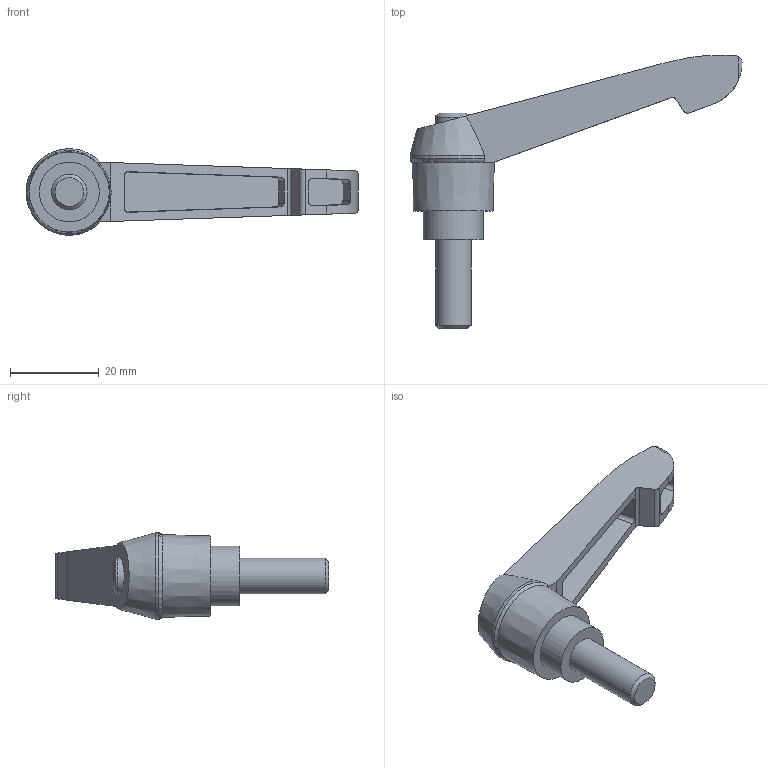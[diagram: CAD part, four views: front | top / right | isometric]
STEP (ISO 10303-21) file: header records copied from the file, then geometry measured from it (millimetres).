
FILE_DESCRIPTION( ( 'STEP AP214' ), '1' );
FILE_NAME( 'K0270.20887X20.stp', '2020-11-27T09:52:30', ( '' ), ( '' ), ' ', 'PARTsolutions', ' ' );
FILE_SCHEMA( ( 'AUTOMOTIVE_DESIGN { 1 0 10303 214 1 1 1 1 }' ) );
Length unit declared in the file: millimetre
Products named in the file (1): _K0270.20887X20
Bounding box: 74.75 x 61.55 x 19.49 mm (x, y, z)
Volume: 11370.4 mm3; surface area: 5798 mm2
Topology: 1 solids, 1 shells, 83 faces, 224 edges, 148 vertices
Faces by surface type: plane 43, cylinder 33, cone 3, torus 3, sphere 1
Full cylindrical faces by diameter (mm): 8 x1, 13.5 x1
Entity records: 3365 total; most frequent: CARTESIAN_POINT 586, DIRECTION 447, ORIENTED_EDGE 432, EDGE_CURVE 216, AXIS2_PLACEMENT_3D 160, VERTEX_POINT 145, LINE 127, VECTOR 127
